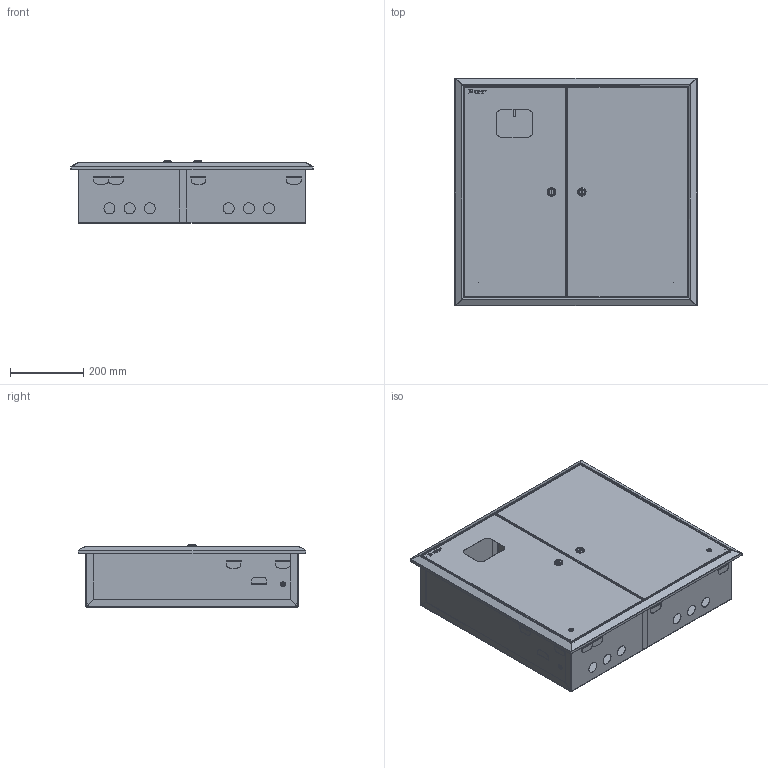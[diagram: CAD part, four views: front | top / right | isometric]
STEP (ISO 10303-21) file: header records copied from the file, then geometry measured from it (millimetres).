
FILE_DESCRIPTION (( 'STEP AP214' ), '1' );
FILE_NAME ('昈-1184.00.00.000 捘.STEP', '2017-09-18T12:06:19', ( 'admin' ), ( '' ), 'SwSTEP 2.0', 'SolidWorks 2017', '' );
FILE_SCHEMA (( 'AUTOMOTIVE_DESIGN' ));
Length unit declared in the file: millimetre
Products named in the file (42): ÌÈ-1183.04.00.000 Ôàëüøïàíåëü â ñáîðå_Œˆ-1184.04.00.000; ÌÈ-1183.01.01.001 Ñòåíêà çàäíÿÿ_Œˆ-1184.01.01.001; Ïðîêëàäêà; 倘-1183.04.00.001 脏朦囗咫黖寛-1184.04.00.001; Washer 6402_3_gost_丐ｩ｡ 2 6 ヮ葬 6402-70; 昈-1184.00.00.000 捘; 昈-1183.00.00.001 赶鎀鍧; 哏铌; ÌÈ-1183.03.00.000 Ïàíåëü ïðàâàÿ â ñáîðå; Ïðîêëàäêà ìåòàëëè÷åñêàÿ; ÌÈ-1183.03.00.001 Ïàíåëü ïðàâàÿ; Òåëî çàìêà; ÌÈ-1183.02.00.000 Ïàíåëü ëåâàÿ â ñáîðå; Çàêëåïêà öèëèíäðè÷åñêàÿ Ì4 ÑÒ-Á ñ âíóòðåííåé ðåçüáîé_Œ8; ÌÈ-1183.02.00.001 Ïàíåëü ëåâàÿ; ÌÈ-1183.06.00.001 Äâåðü ïðàâàÿ_Œˆ-1184.02.00.001; Ïàíåëü ñ÷åò÷èêà 3õ ôàçíîãî ÌÈ-512.00.00.001; ÌÈ-1183.01.00.000 Êîðïóñ â ñáîðå_Œˆ-1184.01.00.000; ÌÈ-1183.01.03.000 Ñòåíêà ïðàâàÿ â ñáîðå; pan head cross recess screw_din_DIN EN ISO 7045 - M4 x 16 - Z - 16N; ÌÈ-1183.01.03.001 Ñòåíêà ïðàâàÿ; cross ph tapping 968_din_Screw DIN 968-ST4.2x13-C-H-N; ÌÈ-1183.01.04.000 Ïåðåãîðîäêà â ñáîðå; hex flange nut_din_Hexagon Flange Nut DIN 6923 - M6 - N; ÌÈ-1183.01.04.001 Ïåðåãîðîäêà; DIN-謥濋趌L=270; ÌÈ-1183.01.02.000 Ñòåíêà ëåâàÿ â ñáîðå; ÌÈ-1183.06.00.000 Äâåðü ïðàâàÿ â ñáîðå_Œˆ-1184.02.00.000; Øïèëüêà îìåäíåííàÿ Ì6õ12; Çàìîê ïî÷òîâûé; 呧蜦 3D; ÌÈ-1183.01.02.001 Ñòåíêà ëåâàÿ; Âíóòðåííåå òåëî çàìêà; ÌÈ-1183.05.00.000 Äâåðü ëåâàÿ â ñáîðå; ÌÈ-1183.01.01.000 Ñòåíêà çàäíÿÿ â ñáîðå_Œˆ-1184.01.01.000; Ãàéêà; ÌÈ-1183.05.00.001 Äâåðü ëåâàÿ; Êðîíøòåéí 40õ40; Ïðîêëàäêà ìåòàëëè÷åñêàÿ 2; DIN-謥濋趌L=300 ...
Assembly tree (99 placements, depth 4):
  昈-1184.00.00.000 捘
    ÌÈ-1183.01.00.000 Êîðïóñ â ñáîðå_Œˆ-1184.01.00.000
      ÌÈ-1183.01.01.000 Ñòåíêà çàäíÿÿ â ñáîðå_Œˆ-1184.01.01.000
        ÌÈ-1183.01.01.001 Ñòåíêà çàäíÿÿ_Œˆ-1184.01.01.001
        Øïèëüêà îìåäíåííàÿ Ì6õ20  x2
        Êðîíøòåéí 40õ40  x6
      ÌÈ-1183.01.02.000 Ñòåíêà ëåâàÿ â ñáîðå
        ÌÈ-1183.01.02.001 Ñòåíêà ëåâàÿ
        Êðîíøòåéí 40õ40  x3
        Øïèëüêà îìåäíåííàÿ Ì6õ12
      ÌÈ-1183.01.04.000 Ïåðåãîðîäêà â ñáîðå
        ÌÈ-1183.01.04.001 Ïåðåãîðîäêà
        Êðîíøòåéí 40õ40  x6
      ÌÈ-1183.01.03.000 Ñòåíêà ïðàâàÿ â ñáîðå
        ÌÈ-1183.01.03.001 Ñòåíêà ïðàâàÿ
        Êðîíøòåéí 40õ40  x3
        Øïèëüêà îìåäíåííàÿ Ì6õ12
    ÌÈ-1183.06.00.000 Äâåðü ïðàâàÿ â ñáîðå_Œˆ-1184.02.00.000
      ÌÈ-1183.06.00.001 Äâåðü ïðàâàÿ_Œˆ-1184.02.00.001
      Øïèëüêà îìåäíåííàÿ Ì6õ12
      Çàêëåïêà öèëèíäðè÷åñêàÿ Ì4 ÑÒ-Á ñ âíóòðåííåé ðåçüáîé_Œ8  x2
      Çàìîê ïî÷òîâûé
        Òåëî çàìêà
        Ïðîêëàäêà ìåòàëëè÷åñêàÿ
        哏铌
        Washer 6402_3_gost_丐ｩ｡ 2 6 ヮ葬 6402-70
        Ïðîêëàäêà
        pan head cross recess screw_din_ISO 7045 - M4 x 6 - Z --- 6N
        Ïðîêëàäêà ìåòàëëè÷åñêàÿ 2
        Ãàéêà
        Âíóòðåííåå òåëî çàìêà
    DIN-謥濋趌L=270
    hex flange nut_din_Hexagon Flange Nut DIN 6923 - M6 - N  x6
    cross ph tapping 968_din_Screw DIN 968-ST4.2x13-C-H-N  x21
    pan head cross recess screw_din_DIN EN ISO 7045 - M4 x 16 - Z - 16N  x4
    Ïàíåëü ñ÷åò÷èêà 3õ ôàçíîãî ÌÈ-512.00.00.001
    ÌÈ-1183.02.00.000 Ïàíåëü ëåâàÿ â ñáîðå
      ÌÈ-1183.02.00.001 Ïàíåëü ëåâàÿ
      Øïèëüêà îìåäíåííàÿ Ì6õ12
    ÌÈ-1183.03.00.000 Ïàíåëü ïðàâàÿ â ñáîðå
      ÌÈ-1183.03.00.001 Ïàíåëü ïðàâàÿ
      Øïèëüêà îìåäíåííàÿ Ì6õ12
    昈-1183.00.00.001 赶鎀鍧
    ÌÈ-1183.04.00.000 Ôàëüøïàíåëü â ñáîðå_Œˆ-1184.04.00.000
      倘-1183.04.00.001 脏朦囗咫黖寛-1184.04.00.001
      Øïèëüêà îìåäíåííàÿ Ì6õ12
    DIN-謥濋趌L=300  x3
    ÌÈ-1183.05.00.000 Äâåðü ëåâàÿ â ñáîðå
      ÌÈ-1183.05.00.001 Äâåðü ëåâàÿ
      Øïèëüêà îìåäíåííàÿ Ì6õ12
      Çàêëåïêà öèëèíäðè÷åñêàÿ Ì4 ÑÒ-Á ñ âíóòðåííåé ðåçüáîé_Œ8  x2
      Çàìîê ïî÷òîâûé
        Òåëî çàìêà
        Ïðîêëàäêà ìåòàëëè÷åñêàÿ
        哏铌
        Washer 6402_3_gost_丐ｩ｡ 2 6 ヮ葬 6402-70
        Ïðîêëàäêà
        pan head cross recess screw_din_ISO 7045 - M4 x 6 - Z --- 6N
        Ïðîêëàäêà ìåòàëëè÷åñêàÿ 2
        Ãàéêà
Bounding box: 660 x 620.01 x 169.2 mm (x, y, z)
Volume: 1271571.9 mm3; surface area: 3514011.5 mm2
Topology: 103 solids, 103 shells, 3262 faces, 8144 edges, 5129 vertices
Faces by surface type: plane 1794, cylinder 866, bspline 300, cone 196, sphere 54, torus 52
Entity records: 46145 total; most frequent: CARTESIAN_POINT 12038, ORIENTED_EDGE 6512, DIRECTION 6454, EDGE_CURVE 3256, LINE 2204, VECTOR 2204, AXIS2_PLACEMENT_3D 2125, VERTEX_POINT 2027
